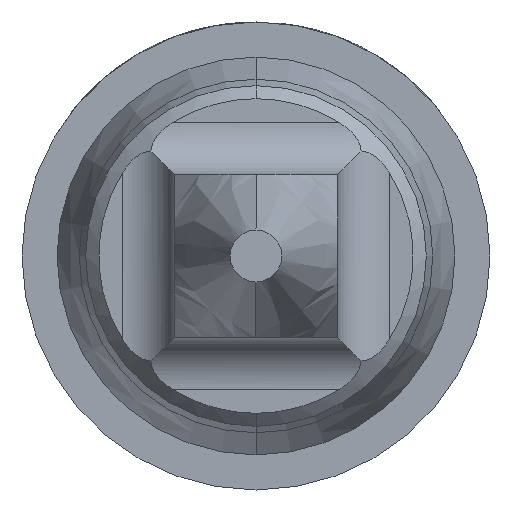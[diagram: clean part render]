
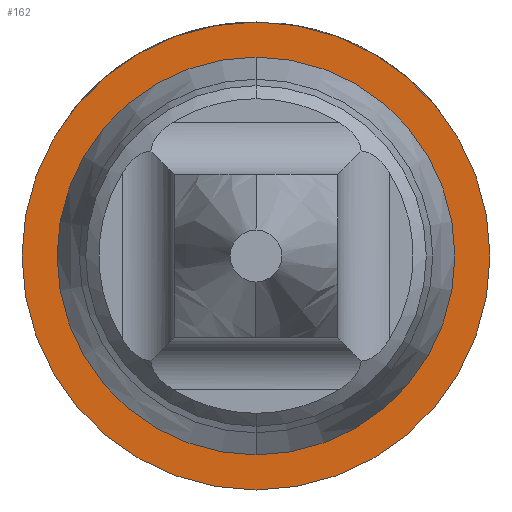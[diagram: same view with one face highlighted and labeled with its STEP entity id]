
A CAD part, front view. The second image highlights one B-rep face of the part: STEP entity #162.
In plain terms, the highlighted planar face has unit normal (0, -1, 0).
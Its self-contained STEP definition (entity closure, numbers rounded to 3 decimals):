
#6 = CARTESIAN_POINT ( 'NONE',  ( 0., 0., 0. ) ) ;
#14 = EDGE_LOOP ( 'NONE', ( #2390, #3409 ) ) ;
#92 = DIRECTION ( 'NONE',  ( 0., 1., 0. ) ) ;
#162 = ADVANCED_FACE ( 'NONE', ( #2931, #3287 ), #1099, .F. ) ;
#305 = CARTESIAN_POINT ( 'NONE',  ( 0., 0., 0.715 ) ) ;
#312 = AXIS2_PLACEMENT_3D ( 'NONE', #2784, #1728, #2276 ) ;
#320 = DIRECTION ( 'NONE',  ( 0., 0., 1. ) ) ;
#362 = VERTEX_POINT ( 'NONE', #3030 ) ;
#376 = CIRCLE ( 'NONE', #1381, 0.715 ) ;
#611 = DIRECTION ( 'NONE',  ( 0., 1., 0. ) ) ;
#774 = DIRECTION ( 'NONE',  ( 0., 0., 1. ) ) ;
#870 = CIRCLE ( 'NONE', #1287, 0.9 ) ;
#1024 = DIRECTION ( 'NONE',  ( 0., 0., 1. ) ) ;
#1052 = DIRECTION ( 'NONE',  ( 0., -1., 0. ) ) ;
#1083 = ORIENTED_EDGE ( 'NONE', *, *, #3155, .F. ) ;
#1099 = PLANE ( 'NONE',  #2346 ) ;
#1179 = EDGE_CURVE ( 'NONE', #2374, #1531, #3220, .T. ) ;
#1287 = AXIS2_PLACEMENT_3D ( 'NONE', #6, #611, #320 ) ;
#1375 = ORIENTED_EDGE ( 'NONE', *, *, #3356, .F. ) ;
#1381 = AXIS2_PLACEMENT_3D ( 'NONE', #2137, #1052, #1024 ) ;
#1405 = AXIS2_PLACEMENT_3D ( 'NONE', #1778, #92, #1539 ) ;
#1488 = CIRCLE ( 'NONE', #1405, 0.9 ) ;
#1531 = VERTEX_POINT ( 'NONE', #305 ) ;
#1539 = DIRECTION ( 'NONE',  ( 0., 0., 1. ) ) ;
#1728 = DIRECTION ( 'NONE',  ( 0., -1., 0. ) ) ;
#1778 = CARTESIAN_POINT ( 'NONE',  ( 0., 0., 0. ) ) ;
#1885 = VERTEX_POINT ( 'NONE', #2313 ) ;
#2137 = CARTESIAN_POINT ( 'NONE',  ( 0., 0., 0. ) ) ;
#2276 = DIRECTION ( 'NONE',  ( 0., 0., 1. ) ) ;
#2313 = CARTESIAN_POINT ( 'NONE',  ( 0., 0., -0.9 ) ) ;
#2346 = AXIS2_PLACEMENT_3D ( 'NONE', #3330, #2442, #774 ) ;
#2374 = VERTEX_POINT ( 'NONE', #3365 ) ;
#2390 = ORIENTED_EDGE ( 'NONE', *, *, #3514, .F. ) ;
#2442 = DIRECTION ( 'NONE',  ( 0., 1., 0. ) ) ;
#2784 = CARTESIAN_POINT ( 'NONE',  ( 0., 0., 0. ) ) ;
#2931 = FACE_BOUND ( 'NONE', #14, .T. ) ;
#3030 = CARTESIAN_POINT ( 'NONE',  ( 0., 0., 0.9 ) ) ;
#3155 = EDGE_CURVE ( 'NONE', #362, #1885, #870, .T. ) ;
#3220 = CIRCLE ( 'NONE', #312, 0.715 ) ;
#3287 = FACE_OUTER_BOUND ( 'NONE', #3621, .T. ) ;
#3330 = CARTESIAN_POINT ( 'NONE',  ( 0.9, 0., 0. ) ) ;
#3356 = EDGE_CURVE ( 'NONE', #1885, #362, #1488, .T. ) ;
#3365 = CARTESIAN_POINT ( 'NONE',  ( 0., 0., -0.715 ) ) ;
#3409 = ORIENTED_EDGE ( 'NONE', *, *, #1179, .F. ) ;
#3514 = EDGE_CURVE ( 'NONE', #1531, #2374, #376, .T. ) ;
#3621 = EDGE_LOOP ( 'NONE', ( #1083, #1375 ) ) ;
